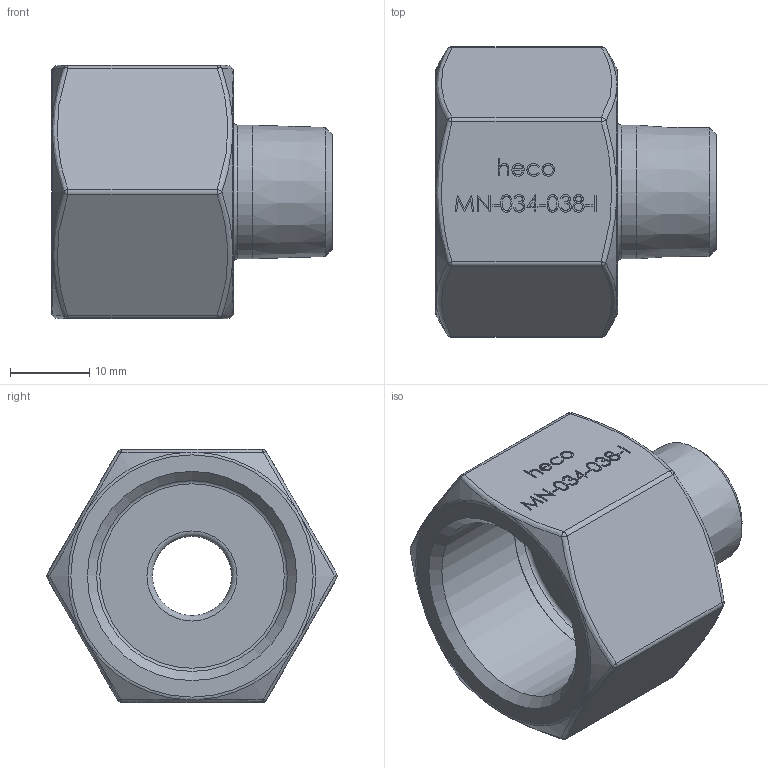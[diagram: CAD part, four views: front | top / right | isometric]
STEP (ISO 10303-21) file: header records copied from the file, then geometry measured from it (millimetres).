
FILE_DESCRIPTION (( 'STEP AP214' ), '1' );
FILE_NAME ('MN-034-038-I 2310.STEP', '2023-10-27T10:06:37', ( '' ), ( '' ), 'SwSTEP 2.0', 'SolidWorks 2019', '' );
FILE_SCHEMA (( 'AUTOMOTIVE_DESIGN' ));
Length unit declared in the file: millimetre
Products named in the file (1): MN-034-038-I 2310
Bounding box: 35.5 x 36.73 x 32 mm (x, y, z)
Volume: 14007 mm3; surface area: 6382.2 mm2
Topology: 1 solids, 1 shells, 258 faces, 649 edges, 419 vertices
Faces by surface type: bspline 110, plane 105, cone 15, sphere 12, cylinder 10, torus 6
Full cylindrical faces by diameter (mm): 10 x1, 16.893 x1, 24.117 x1, 24.317 x1
Entity records: 15832 total; most frequent: CARTESIAN_POINT 8184, ORIENTED_EDGE 1264, DIRECTION 751, EDGE_CURVE 632, VERTEX_POINT 415, VECTOR 323, LINE 323, EDGE_LOOP 299
